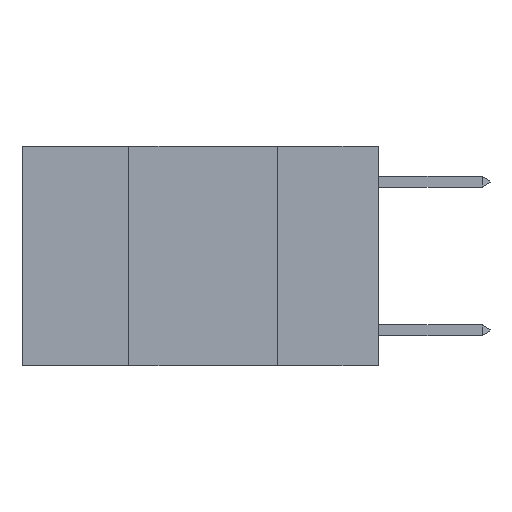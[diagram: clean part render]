
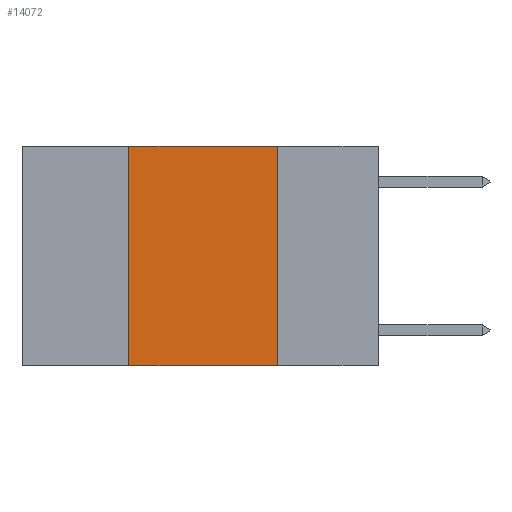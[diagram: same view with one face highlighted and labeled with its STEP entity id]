
A CAD part, left-side view. The second image highlights one B-rep face of the part: STEP entity #14072.
In plain terms, the highlighted planar face has unit normal (-1, 0, 0).
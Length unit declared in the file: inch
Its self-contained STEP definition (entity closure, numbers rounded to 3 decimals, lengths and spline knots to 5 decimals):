
#56 = FACE_OUTER_BOUND ( 'NONE', #18021, .T. ) ;
#300 = CARTESIAN_POINT ( 'NONE',  ( 0., 0.6, -0.37 ) ) ;
#349 = VECTOR ( 'NONE', #9772, 39.37008 ) ;
#566 = DIRECTION ( 'NONE',  ( 0., 0., 1. ) ) ;
#621 = CARTESIAN_POINT ( 'NONE',  ( 0., 0.17, 0. ) ) ;
#1210 = EDGE_CURVE ( 'NONE', #8898, #11303, #6852, .T. ) ;
#2640 = EDGE_CURVE ( 'NONE', #11303, #6987, #7915, .T. ) ;
#4805 = DIRECTION ( 'NONE',  ( 1., 0., 0. ) ) ;
#6347 = DIRECTION ( 'NONE',  ( 0., 0., -1. ) ) ;
#6852 = LINE ( 'NONE', #13149, #15619 ) ;
#6987 = VERTEX_POINT ( 'NONE', #621 ) ;
#7354 = AXIS2_PLACEMENT_3D ( 'NONE', #14112, #4805, #6347 ) ;
#7780 = ORIENTED_EDGE ( 'NONE', *, *, #10660, .T. ) ;
#7915 = LINE ( 'NONE', #17364, #18974 ) ;
#7956 = CARTESIAN_POINT ( 'NONE',  ( 0., 0.17, 0. ) ) ;
#8034 = LINE ( 'NONE', #300, #349 ) ;
#8159 = DIRECTION ( 'NONE',  ( 0., 0., -1. ) ) ;
#8287 = CARTESIAN_POINT ( 'NONE',  ( 0., 0.17, -0.37 ) ) ;
#8693 = CARTESIAN_POINT ( 'NONE',  ( 0., 0.42, 0. ) ) ;
#8898 = VERTEX_POINT ( 'NONE', #12713 ) ;
#9772 = DIRECTION ( 'NONE',  ( 0., -1., 0. ) ) ;
#10660 = EDGE_CURVE ( 'NONE', #8898, #15599, #8034, .T. ) ;
#10760 = ORIENTED_EDGE ( 'NONE', *, *, #11536, .F. ) ;
#11303 = VERTEX_POINT ( 'NONE', #8693 ) ;
#11536 = EDGE_CURVE ( 'NONE', #6987, #15599, #12720, .T. ) ;
#12713 = CARTESIAN_POINT ( 'NONE',  ( 0., 0.42, -0.37 ) ) ;
#12720 = LINE ( 'NONE', #7956, #13203 ) ;
#13149 = CARTESIAN_POINT ( 'NONE',  ( 0., 0.42, 0. ) ) ;
#13203 = VECTOR ( 'NONE', #8159, 39.37008 ) ;
#14070 = ORIENTED_EDGE ( 'NONE', *, *, #1210, .F. ) ;
#14072 = ADVANCED_FACE ( 'NONE', ( #56 ), #18778, .F. ) ;
#14112 = CARTESIAN_POINT ( 'NONE',  ( 0., 0.6, 0. ) ) ;
#14145 = DIRECTION ( 'NONE',  ( 0., -1., 0. ) ) ;
#15599 = VERTEX_POINT ( 'NONE', #8287 ) ;
#15619 = VECTOR ( 'NONE', #566, 39.37008 ) ;
#17364 = CARTESIAN_POINT ( 'NONE',  ( 0., 0.6, 0. ) ) ;
#18021 = EDGE_LOOP ( 'NONE', ( #10760, #18822, #14070, #7780 ) ) ;
#18778 = PLANE ( 'NONE',  #7354 ) ;
#18822 = ORIENTED_EDGE ( 'NONE', *, *, #2640, .F. ) ;
#18974 = VECTOR ( 'NONE', #14145, 39.37008 ) ;
